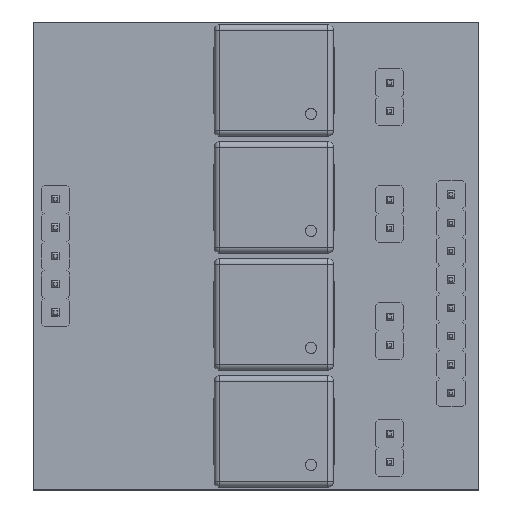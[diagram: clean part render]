
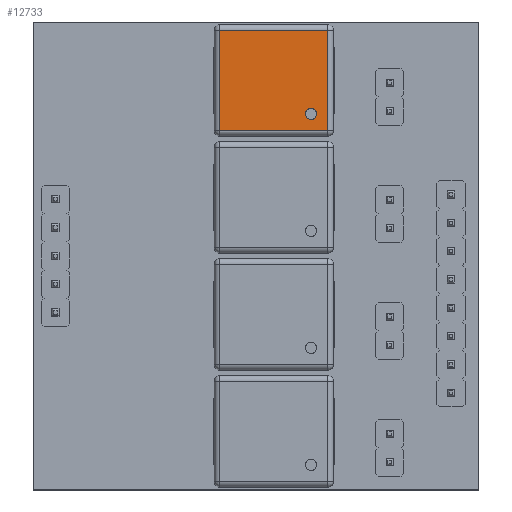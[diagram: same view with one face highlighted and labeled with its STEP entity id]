
A CAD part, top view. The second image highlights one B-rep face of the part: STEP entity #12733.
In plain terms, the highlighted planar face has unit normal (0, 0, 1).
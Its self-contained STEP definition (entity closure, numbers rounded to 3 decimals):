
#12733 = ADVANCED_FACE('',(#12734,#12853),#12748,.T.);
#12734 = FACE_BOUND('',#12735,.T.);
#12735 = EDGE_LOOP('',(#12736,#12771,#12799,#12827));
#12736 = ORIENTED_EDGE('',*,*,#12737,.T.);
#12737 = EDGE_CURVE('',#12738,#12740,#12742,.T.);
#12738 = VERTEX_POINT('',#12739);
#12739 = CARTESIAN_POINT('',(0.5,0.5,5.));
#12740 = VERTEX_POINT('',#12741);
#12741 = CARTESIAN_POINT('',(10.2,0.5,5.));
#12742 = SURFACE_CURVE('',#12743,(#12747,#12759),.PCURVE_S1.);
#12743 = LINE('',#12744,#12745);
#12744 = CARTESIAN_POINT('',(0.5,0.5,5.));
#12745 = VECTOR('',#12746,1.);
#12746 = DIRECTION('',(1.,0.,0.));
#12747 = PCURVE('',#12748,#12753);
#12748 = PLANE('',#12749);
#12749 = AXIS2_PLACEMENT_3D('',#12750,#12751,#12752);
#12750 = CARTESIAN_POINT('',(0.,0.,5.));
#12751 = DIRECTION('',(0.,0.,1.));
#12752 = DIRECTION('',(1.,0.,0.));
#12753 = DEFINITIONAL_REPRESENTATION('',(#12754),#12758);
#12754 = LINE('',#12755,#12756);
#12755 = CARTESIAN_POINT('',(0.5,0.5));
#12756 = VECTOR('',#12757,1.);
#12757 = DIRECTION('',(1.,0.));
#12758 = ( GEOMETRIC_REPRESENTATION_CONTEXT(2) 
PARAMETRIC_REPRESENTATION_CONTEXT() REPRESENTATION_CONTEXT('2D SPACE',''
  ) );
#12759 = PCURVE('',#12760,#12765);
#12760 = CYLINDRICAL_SURFACE('',#12761,0.5);
#12761 = AXIS2_PLACEMENT_3D('',#12762,#12763,#12764);
#12762 = CARTESIAN_POINT('',(-1.5,0.5,4.5));
#12763 = DIRECTION('',(1.,0.,0.));
#12764 = DIRECTION('',(0.,0.,1.));
#12765 = DEFINITIONAL_REPRESENTATION('',(#12766),#12770);
#12766 = LINE('',#12767,#12768);
#12767 = CARTESIAN_POINT('',(0.,2.));
#12768 = VECTOR('',#12769,1.);
#12769 = DIRECTION('',(0.,1.));
#12770 = ( GEOMETRIC_REPRESENTATION_CONTEXT(2) 
PARAMETRIC_REPRESENTATION_CONTEXT() REPRESENTATION_CONTEXT('2D SPACE',''
  ) );
#12771 = ORIENTED_EDGE('',*,*,#12772,.T.);
#12772 = EDGE_CURVE('',#12740,#12773,#12775,.T.);
#12773 = VERTEX_POINT('',#12774);
#12774 = CARTESIAN_POINT('',(10.2,9.5,5.));
#12775 = SURFACE_CURVE('',#12776,(#12780,#12787),.PCURVE_S1.);
#12776 = LINE('',#12777,#12778);
#12777 = CARTESIAN_POINT('',(10.2,0.5,5.));
#12778 = VECTOR('',#12779,1.);
#12779 = DIRECTION('',(0.,1.,0.));
#12780 = PCURVE('',#12748,#12781);
#12781 = DEFINITIONAL_REPRESENTATION('',(#12782),#12786);
#12782 = LINE('',#12783,#12784);
#12783 = CARTESIAN_POINT('',(10.2,0.5));
#12784 = VECTOR('',#12785,1.);
#12785 = DIRECTION('',(0.,1.));
#12786 = ( GEOMETRIC_REPRESENTATION_CONTEXT(2) 
PARAMETRIC_REPRESENTATION_CONTEXT() REPRESENTATION_CONTEXT('2D SPACE',''
  ) );
#12787 = PCURVE('',#12788,#12793);
#12788 = CYLINDRICAL_SURFACE('',#12789,0.5);
#12789 = AXIS2_PLACEMENT_3D('',#12790,#12791,#12792);
#12790 = CARTESIAN_POINT('',(10.2,-1.5,4.5));
#12791 = DIRECTION('',(0.,1.,0.));
#12792 = DIRECTION('',(0.,0.,1.));
#12793 = DEFINITIONAL_REPRESENTATION('',(#12794),#12798);
#12794 = LINE('',#12795,#12796);
#12795 = CARTESIAN_POINT('',(0.,2.));
#12796 = VECTOR('',#12797,1.);
#12797 = DIRECTION('',(0.,1.));
#12798 = ( GEOMETRIC_REPRESENTATION_CONTEXT(2) 
PARAMETRIC_REPRESENTATION_CONTEXT() REPRESENTATION_CONTEXT('2D SPACE',''
  ) );
#12799 = ORIENTED_EDGE('',*,*,#12800,.T.);
#12800 = EDGE_CURVE('',#12773,#12801,#12803,.T.);
#12801 = VERTEX_POINT('',#12802);
#12802 = CARTESIAN_POINT('',(0.5,9.5,5.));
#12803 = SURFACE_CURVE('',#12804,(#12808,#12815),.PCURVE_S1.);
#12804 = LINE('',#12805,#12806);
#12805 = CARTESIAN_POINT('',(10.2,9.5,5.));
#12806 = VECTOR('',#12807,1.);
#12807 = DIRECTION('',(-1.,0.,0.));
#12808 = PCURVE('',#12748,#12809);
#12809 = DEFINITIONAL_REPRESENTATION('',(#12810),#12814);
#12810 = LINE('',#12811,#12812);
#12811 = CARTESIAN_POINT('',(10.2,9.5));
#12812 = VECTOR('',#12813,1.);
#12813 = DIRECTION('',(-1.,0.));
#12814 = ( GEOMETRIC_REPRESENTATION_CONTEXT(2) 
PARAMETRIC_REPRESENTATION_CONTEXT() REPRESENTATION_CONTEXT('2D SPACE',''
  ) );
#12815 = PCURVE('',#12816,#12821);
#12816 = CYLINDRICAL_SURFACE('',#12817,0.5);
#12817 = AXIS2_PLACEMENT_3D('',#12818,#12819,#12820);
#12818 = CARTESIAN_POINT('',(12.2,9.5,4.5));
#12819 = DIRECTION('',(-1.,0.,0.));
#12820 = DIRECTION('',(0.,0.,1.));
#12821 = DEFINITIONAL_REPRESENTATION('',(#12822),#12826);
#12822 = LINE('',#12823,#12824);
#12823 = CARTESIAN_POINT('',(0.,2.));
#12824 = VECTOR('',#12825,1.);
#12825 = DIRECTION('',(0.,1.));
#12826 = ( GEOMETRIC_REPRESENTATION_CONTEXT(2) 
PARAMETRIC_REPRESENTATION_CONTEXT() REPRESENTATION_CONTEXT('2D SPACE',''
  ) );
#12827 = ORIENTED_EDGE('',*,*,#12828,.T.);
#12828 = EDGE_CURVE('',#12801,#12738,#12829,.T.);
#12829 = SURFACE_CURVE('',#12830,(#12834,#12841),.PCURVE_S1.);
#12830 = LINE('',#12831,#12832);
#12831 = CARTESIAN_POINT('',(0.5,9.5,5.));
#12832 = VECTOR('',#12833,1.);
#12833 = DIRECTION('',(0.,-1.,0.));
#12834 = PCURVE('',#12748,#12835);
#12835 = DEFINITIONAL_REPRESENTATION('',(#12836),#12840);
#12836 = LINE('',#12837,#12838);
#12837 = CARTESIAN_POINT('',(0.5,9.5));
#12838 = VECTOR('',#12839,1.);
#12839 = DIRECTION('',(0.,-1.));
#12840 = ( GEOMETRIC_REPRESENTATION_CONTEXT(2) 
PARAMETRIC_REPRESENTATION_CONTEXT() REPRESENTATION_CONTEXT('2D SPACE',''
  ) );
#12841 = PCURVE('',#12842,#12847);
#12842 = CYLINDRICAL_SURFACE('',#12843,0.5);
#12843 = AXIS2_PLACEMENT_3D('',#12844,#12845,#12846);
#12844 = CARTESIAN_POINT('',(0.5,11.5,4.5));
#12845 = DIRECTION('',(0.,-1.,0.));
#12846 = DIRECTION('',(0.,0.,1.));
#12847 = DEFINITIONAL_REPRESENTATION('',(#12848),#12852);
#12848 = LINE('',#12849,#12850);
#12849 = CARTESIAN_POINT('',(0.,2.));
#12850 = VECTOR('',#12851,1.);
#12851 = DIRECTION('',(0.,1.));
#12852 = ( GEOMETRIC_REPRESENTATION_CONTEXT(2) 
PARAMETRIC_REPRESENTATION_CONTEXT() REPRESENTATION_CONTEXT('2D SPACE',''
  ) );
#12853 = FACE_BOUND('',#12854,.T.);
#12854 = EDGE_LOOP('',(#12855));
#12855 = ORIENTED_EDGE('',*,*,#12856,.F.);
#12856 = EDGE_CURVE('',#12857,#12857,#12859,.T.);
#12857 = VERTEX_POINT('',#12858);
#12858 = CARTESIAN_POINT('',(9.2,2.,5.));
#12859 = SURFACE_CURVE('',#12860,(#12865,#12872),.PCURVE_S1.);
#12860 = CIRCLE('',#12861,0.5);
#12861 = AXIS2_PLACEMENT_3D('',#12862,#12863,#12864);
#12862 = CARTESIAN_POINT('',(8.7,2.,5.));
#12863 = DIRECTION('',(0.,0.,1.));
#12864 = DIRECTION('',(1.,0.,0.));
#12865 = PCURVE('',#12748,#12866);
#12866 = DEFINITIONAL_REPRESENTATION('',(#12867),#12871);
#12867 = CIRCLE('',#12868,0.5);
#12868 = AXIS2_PLACEMENT_2D('',#12869,#12870);
#12869 = CARTESIAN_POINT('',(8.7,2.));
#12870 = DIRECTION('',(1.,0.));
#12871 = ( GEOMETRIC_REPRESENTATION_CONTEXT(2) 
PARAMETRIC_REPRESENTATION_CONTEXT() REPRESENTATION_CONTEXT('2D SPACE',''
  ) );
#12872 = PCURVE('',#12873,#12878);
#12873 = CYLINDRICAL_SURFACE('',#12874,0.5);
#12874 = AXIS2_PLACEMENT_3D('',#12875,#12876,#12877);
#12875 = CARTESIAN_POINT('',(8.7,2.,4.9));
#12876 = DIRECTION('',(0.,0.,1.));
#12877 = DIRECTION('',(1.,0.,0.));
#12878 = DEFINITIONAL_REPRESENTATION('',(#12879),#12883);
#12879 = LINE('',#12880,#12881);
#12880 = CARTESIAN_POINT('',(0.,0.1));
#12881 = VECTOR('',#12882,1.);
#12882 = DIRECTION('',(1.,0.));
#12883 = ( GEOMETRIC_REPRESENTATION_CONTEXT(2) 
PARAMETRIC_REPRESENTATION_CONTEXT() REPRESENTATION_CONTEXT('2D SPACE',''
  ) );
